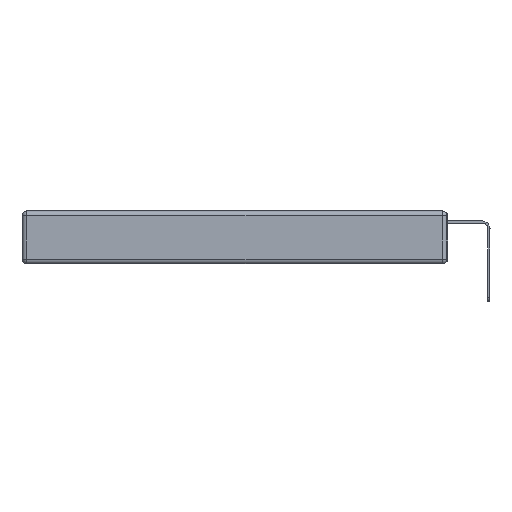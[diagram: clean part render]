
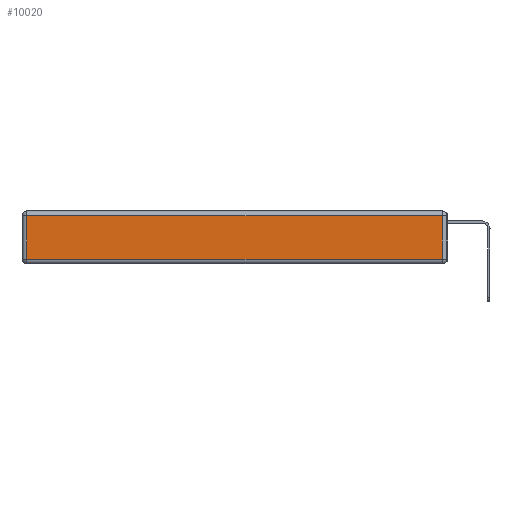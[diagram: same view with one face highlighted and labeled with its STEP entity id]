
A CAD part, left-side view. The second image highlights one B-rep face of the part: STEP entity #10020.
In plain terms, the highlighted planar face has unit normal (-1, 0, 0).
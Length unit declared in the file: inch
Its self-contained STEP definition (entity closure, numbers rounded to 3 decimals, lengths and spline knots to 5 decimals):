
#400 = DIRECTION ( 'NONE',  ( 0., 0., 1. ) ) ;
#940 = VECTOR ( 'NONE', #6115, 39.37008 ) ;
#987 = VECTOR ( 'NONE', #10899, 39.37008 ) ;
#1136 = LINE ( 'NONE', #7068, #8442 ) ;
#2083 = VECTOR ( 'NONE', #16279, 39.37008 ) ;
#2594 = CARTESIAN_POINT ( 'NONE',  ( 0., 0.03, -0.313 ) ) ;
#3652 = VERTEX_POINT ( 'NONE', #13360 ) ;
#3872 = LINE ( 'NONE', #17134, #940 ) ;
#4437 = AXIS2_PLACEMENT_3D ( 'NONE', #9689, #5950, #400 ) ;
#5617 = EDGE_CURVE ( 'NONE', #14324, #17358, #3872, .T. ) ;
#5950 = DIRECTION ( 'NONE',  ( -1., 0., 0. ) ) ;
#6115 = DIRECTION ( 'NONE',  ( 0., 0., 1. ) ) ;
#7068 = CARTESIAN_POINT ( 'NONE',  ( 0., 2.72, -0.343 ) ) ;
#7661 = EDGE_CURVE ( 'NONE', #23010, #3652, #1136, .T. ) ;
#8442 = VECTOR ( 'NONE', #14582, 39.37008 ) ;
#8836 = CARTESIAN_POINT ( 'NONE',  ( 0., 0.03, -0.03 ) ) ;
#9172 = ORIENTED_EDGE ( 'NONE', *, *, #22027, .T. ) ;
#9689 = CARTESIAN_POINT ( 'NONE',  ( 0., 0., -0.343 ) ) ;
#10020 = ADVANCED_FACE ( 'NONE', ( #11536 ), #22724, .T. ) ;
#10255 = LINE ( 'NONE', #10458, #2083 ) ;
#10282 = ORIENTED_EDGE ( 'NONE', *, *, #5617, .T. ) ;
#10458 = CARTESIAN_POINT ( 'NONE',  ( 0., 2.75, -0.03 ) ) ;
#10899 = DIRECTION ( 'NONE',  ( 0., -1., 0. ) ) ;
#11536 = FACE_OUTER_BOUND ( 'NONE', #14364, .T. ) ;
#11887 = CARTESIAN_POINT ( 'NONE',  ( 0., 2.72, -0.03 ) ) ;
#13360 = CARTESIAN_POINT ( 'NONE',  ( 0., 2.72, -0.313 ) ) ;
#13415 = ORIENTED_EDGE ( 'NONE', *, *, #20756, .T. ) ;
#14324 = VERTEX_POINT ( 'NONE', #2594 ) ;
#14364 = EDGE_LOOP ( 'NONE', ( #13415, #10282, #9172, #20406 ) ) ;
#14582 = DIRECTION ( 'NONE',  ( 0., 0., -1. ) ) ;
#16279 = DIRECTION ( 'NONE',  ( 0., 1., 0. ) ) ;
#17134 = CARTESIAN_POINT ( 'NONE',  ( 0., 0.03, -0.343 ) ) ;
#17358 = VERTEX_POINT ( 'NONE', #8836 ) ;
#18811 = LINE ( 'NONE', #20389, #987 ) ;
#20389 = CARTESIAN_POINT ( 'NONE',  ( 0., 0., -0.313 ) ) ;
#20406 = ORIENTED_EDGE ( 'NONE', *, *, #7661, .T. ) ;
#20756 = EDGE_CURVE ( 'NONE', #3652, #14324, #18811, .T. ) ;
#22027 = EDGE_CURVE ( 'NONE', #17358, #23010, #10255, .T. ) ;
#22724 = PLANE ( 'NONE',  #4437 ) ;
#23010 = VERTEX_POINT ( 'NONE', #11887 ) ;
